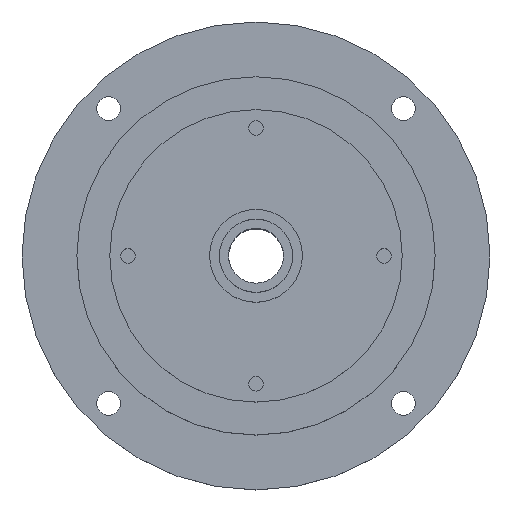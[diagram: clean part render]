
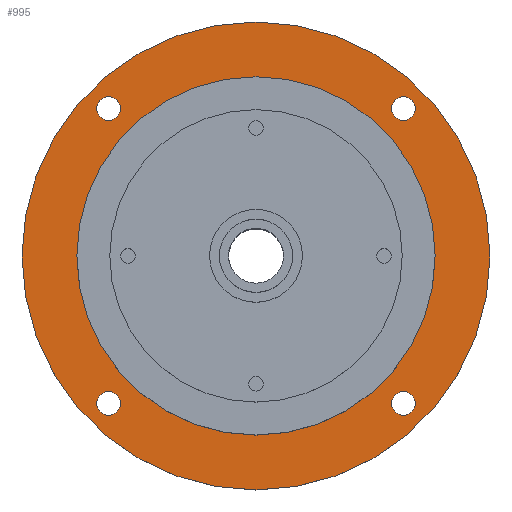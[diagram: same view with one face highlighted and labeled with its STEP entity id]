
A CAD part, top view. The second image highlights one B-rep face of the part: STEP entity #995.
In plain terms, the highlighted planar face has unit normal (0, 0, 1).
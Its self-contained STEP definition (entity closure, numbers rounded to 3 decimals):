
#18 = CARTESIAN_POINT ( 'NONE',  ( 49., 0., 75.5 ) ) ;
#101 = CARTESIAN_POINT ( 'NONE',  ( 64., 0., 75.5 ) ) ;
#102 = CARTESIAN_POINT ( 'NONE',  ( -64., 0., 75.5 ) ) ;
#104 = AXIS2_PLACEMENT_3D ( 'NONE', #155, #156, #154 ) ;
#125 = CARTESIAN_POINT ( 'NONE',  ( 0., 0., 75.5 ) ) ;
#126 = AXIS2_PLACEMENT_3D ( 'NONE', #125, #132, #127 ) ;
#127 = DIRECTION ( 'NONE',  ( 1., 0., 0. ) ) ;
#128 = CIRCLE ( 'NONE', #126, 49. ) ;
#132 = DIRECTION ( 'NONE',  ( 0., 0., 1. ) ) ;
#147 = DIRECTION ( 'NONE',  ( 1., 0., 0. ) ) ;
#148 = DIRECTION ( 'NONE',  ( 0., 0., 1. ) ) ;
#149 = CARTESIAN_POINT ( 'NONE',  ( 0., 0., 75.5 ) ) ;
#150 = AXIS2_PLACEMENT_3D ( 'NONE', #149, #148, #147 ) ;
#151 = CIRCLE ( 'NONE', #150, 64. ) ;
#154 = DIRECTION ( 'NONE',  ( 0., 1., 0. ) ) ;
#155 = CARTESIAN_POINT ( 'NONE',  ( -40.305, -40.305, 75.5 ) ) ;
#156 = DIRECTION ( 'NONE',  ( 0., 0., 1. ) ) ;
#536 = CIRCLE ( 'NONE', #104, 3.25 ) ;
#725 = VERTEX_POINT ( 'NONE', #1993 ) ;
#736 = VERTEX_POINT ( 'NONE', #18 ) ;
#771 = VERTEX_POINT ( 'NONE', #101 ) ;
#772 = VERTEX_POINT ( 'NONE', #102 ) ;
#781 = EDGE_CURVE ( 'NONE', #736, #725, #128, .T. ) ;
#790 = EDGE_CURVE ( 'NONE', #771, #772, #151, .T. ) ;
#977 = EDGE_LOOP ( 'NONE', ( #986, #992 ) ) ;
#984 = EDGE_CURVE ( 'NONE', #2550, #2587, #536, .T. ) ;
#986 = ORIENTED_EDGE ( 'NONE', *, *, #984, .F. ) ;
#992 = ORIENTED_EDGE ( 'NONE', *, *, #1180, .F. ) ;
#995 = ADVANCED_FACE ( 'NONE', ( #1136, #1121, #1119, #1118, #1117, #1129 ), #1138, .T. ) ;
#997 = EDGE_LOOP ( 'NONE', ( #1049, #1056 ) ) ;
#1000 = ORIENTED_EDGE ( 'NONE', *, *, #2557, .F. ) ;
#1028 = ORIENTED_EDGE ( 'NONE', *, *, #1041, .T. ) ;
#1029 = ORIENTED_EDGE ( 'NONE', *, *, #781, .F. ) ;
#1034 = ORIENTED_EDGE ( 'NONE', *, *, #1039, .F. ) ;
#1038 = ORIENTED_EDGE ( 'NONE', *, *, #790, .T. ) ;
#1039 = EDGE_CURVE ( 'NONE', #725, #736, #1236, .T. ) ;
#1040 = EDGE_LOOP ( 'NONE', ( #1028, #1038 ) ) ;
#1041 = EDGE_CURVE ( 'NONE', #772, #771, #1238, .T. ) ;
#1042 = EDGE_LOOP ( 'NONE', ( #1034, #1029 ) ) ;
#1047 = ORIENTED_EDGE ( 'NONE', *, *, #1179, .F. ) ;
#1049 = ORIENTED_EDGE ( 'NONE', *, *, #1053, .F. ) ;
#1050 = EDGE_LOOP ( 'NONE', ( #1054, #1000 ) ) ;
#1053 = EDGE_CURVE ( 'NONE', #2572, #2498, #1201, .T. ) ;
#1054 = ORIENTED_EDGE ( 'NONE', *, *, #1058, .F. ) ;
#1056 = ORIENTED_EDGE ( 'NONE', *, *, #2558, .F. ) ;
#1058 = EDGE_CURVE ( 'NONE', #2566, #2588, #1259, .T. ) ;
#1067 = ORIENTED_EDGE ( 'NONE', *, *, #1075, .F. ) ;
#1075 = EDGE_CURVE ( 'NONE', #1178, #1166, #1269, .T. ) ;
#1080 = EDGE_LOOP ( 'NONE', ( #1067, #1047 ) ) ;
#1117 = FACE_OUTER_BOUND ( 'NONE', #1040, .T. ) ;
#1118 = FACE_BOUND ( 'NONE', #1080, .T. ) ;
#1119 = FACE_BOUND ( 'NONE', #977, .T. ) ;
#1121 = FACE_BOUND ( 'NONE', #1050, .T. ) ;
#1124 = DIRECTION ( 'NONE',  ( 0., 0., 1. ) ) ;
#1125 = CARTESIAN_POINT ( 'NONE',  ( 0., 0., 75.5 ) ) ;
#1129 = FACE_BOUND ( 'NONE', #1042, .T. ) ;
#1134 = DIRECTION ( 'NONE',  ( 1., 0., 0. ) ) ;
#1136 = FACE_BOUND ( 'NONE', #997, .T. ) ;
#1137 = AXIS2_PLACEMENT_3D ( 'NONE', #1125, #1124, #1134 ) ;
#1138 = PLANE ( 'NONE',  #1137 ) ;
#1166 = VERTEX_POINT ( 'NONE', #1278 ) ;
#1178 = VERTEX_POINT ( 'NONE', #1287 ) ;
#1179 = EDGE_CURVE ( 'NONE', #1166, #1178, #1294, .T. ) ;
#1180 = EDGE_CURVE ( 'NONE', #2587, #2550, #1301, .T. ) ;
#1194 = DIRECTION ( 'NONE',  ( 0., -1., 0. ) ) ;
#1195 = DIRECTION ( 'NONE',  ( 0., 0., 1. ) ) ;
#1201 = CIRCLE ( 'NONE', #1203, 3.25 ) ;
#1202 = CARTESIAN_POINT ( 'NONE',  ( 40.305, 40.305, 75.5 ) ) ;
#1203 = AXIS2_PLACEMENT_3D ( 'NONE', #1202, #1195, #1194 ) ;
#1223 = CARTESIAN_POINT ( 'NONE',  ( 0., 0., 75.5 ) ) ;
#1224 = CARTESIAN_POINT ( 'NONE',  ( 0., 0., 75.5 ) ) ;
#1229 = DIRECTION ( 'NONE',  ( 0., 0., 1. ) ) ;
#1230 = DIRECTION ( 'NONE',  ( 1., 0., 0. ) ) ;
#1231 = DIRECTION ( 'NONE',  ( 0., 0., 1. ) ) ;
#1232 = DIRECTION ( 'NONE',  ( 1., 0., 0. ) ) ;
#1236 = CIRCLE ( 'NONE', #1245, 49. ) ;
#1238 = CIRCLE ( 'NONE', #1242, 64. ) ;
#1242 = AXIS2_PLACEMENT_3D ( 'NONE', #1224, #1231, #1230 ) ;
#1245 = AXIS2_PLACEMENT_3D ( 'NONE', #1223, #1229, #1232 ) ;
#1247 = AXIS2_PLACEMENT_3D ( 'NONE', #1256, #1263, #1262 ) ;
#1256 = CARTESIAN_POINT ( 'NONE',  ( 40.305, -40.305, 75.5 ) ) ;
#1259 = CIRCLE ( 'NONE', #1247, 3.25 ) ;
#1262 = DIRECTION ( 'NONE',  ( -1., 0., 0. ) ) ;
#1263 = DIRECTION ( 'NONE',  ( 0., 0., 1. ) ) ;
#1266 = CARTESIAN_POINT ( 'NONE',  ( -40.305, 40.305, 75.5 ) ) ;
#1269 = CIRCLE ( 'NONE', #1286, 3.25 ) ;
#1270 = DIRECTION ( 'NONE',  ( 0., 0., 1. ) ) ;
#1278 = CARTESIAN_POINT ( 'NONE',  ( -43.555, 40.305, 75.5 ) ) ;
#1280 = DIRECTION ( 'NONE',  ( 1., 0., 0. ) ) ;
#1286 = AXIS2_PLACEMENT_3D ( 'NONE', #1266, #1270, #1280 ) ;
#1287 = CARTESIAN_POINT ( 'NONE',  ( -37.055, 40.305, 75.5 ) ) ;
#1293 = AXIS2_PLACEMENT_3D ( 'NONE', #1298, #1296, #1306 ) ;
#1294 = CIRCLE ( 'NONE', #1293, 3.25 ) ;
#1296 = DIRECTION ( 'NONE',  ( 0., 0., 1. ) ) ;
#1298 = CARTESIAN_POINT ( 'NONE',  ( -40.305, 40.305, 75.5 ) ) ;
#1300 = AXIS2_PLACEMENT_3D ( 'NONE', #1305, #1304, #1303 ) ;
#1301 = CIRCLE ( 'NONE', #1300, 3.25 ) ;
#1303 = DIRECTION ( 'NONE',  ( 0., 1., 0. ) ) ;
#1304 = DIRECTION ( 'NONE',  ( 0., 0., 1. ) ) ;
#1305 = CARTESIAN_POINT ( 'NONE',  ( -40.305, -40.305, 75.5 ) ) ;
#1306 = DIRECTION ( 'NONE',  ( 1., 0., 0. ) ) ;
#1465 = DIRECTION ( 'NONE',  ( 0., 0., 1. ) ) ;
#1497 = AXIS2_PLACEMENT_3D ( 'NONE', #1502, #1465, #1532 ) ;
#1498 = CIRCLE ( 'NONE', #1497, 3.25 ) ;
#1502 = CARTESIAN_POINT ( 'NONE',  ( 40.305, 40.305, 75.5 ) ) ;
#1532 = DIRECTION ( 'NONE',  ( 0., -1., 0. ) ) ;
#1651 = CARTESIAN_POINT ( 'NONE',  ( 40.305, 43.555, 75.5 ) ) ;
#1731 = CARTESIAN_POINT ( 'NONE',  ( -40.305, -37.055, 75.5 ) ) ;
#1751 = AXIS2_PLACEMENT_3D ( 'NONE', #1758, #1757, #1756 ) ;
#1752 = CIRCLE ( 'NONE', #1751, 3.25 ) ;
#1756 = DIRECTION ( 'NONE',  ( -1., 0., 0. ) ) ;
#1757 = DIRECTION ( 'NONE',  ( 0., 0., 1. ) ) ;
#1758 = CARTESIAN_POINT ( 'NONE',  ( 40.305, -40.305, 75.5 ) ) ;
#1761 = CARTESIAN_POINT ( 'NONE',  ( 37.055, -40.305, 75.5 ) ) ;
#1913 = CARTESIAN_POINT ( 'NONE',  ( 40.305, 37.055, 75.5 ) ) ;
#1993 = CARTESIAN_POINT ( 'NONE',  ( -49., 0., 75.5 ) ) ;
#2189 = CARTESIAN_POINT ( 'NONE',  ( 43.555, -40.305, 75.5 ) ) ;
#2190 = CARTESIAN_POINT ( 'NONE',  ( -40.305, -43.555, 75.5 ) ) ;
#2498 = VERTEX_POINT ( 'NONE', #1651 ) ;
#2550 = VERTEX_POINT ( 'NONE', #1731 ) ;
#2557 = EDGE_CURVE ( 'NONE', #2588, #2566, #1752, .T. ) ;
#2558 = EDGE_CURVE ( 'NONE', #2498, #2572, #1498, .T. ) ;
#2566 = VERTEX_POINT ( 'NONE', #1761 ) ;
#2572 = VERTEX_POINT ( 'NONE', #1913 ) ;
#2587 = VERTEX_POINT ( 'NONE', #2190 ) ;
#2588 = VERTEX_POINT ( 'NONE', #2189 ) ;
